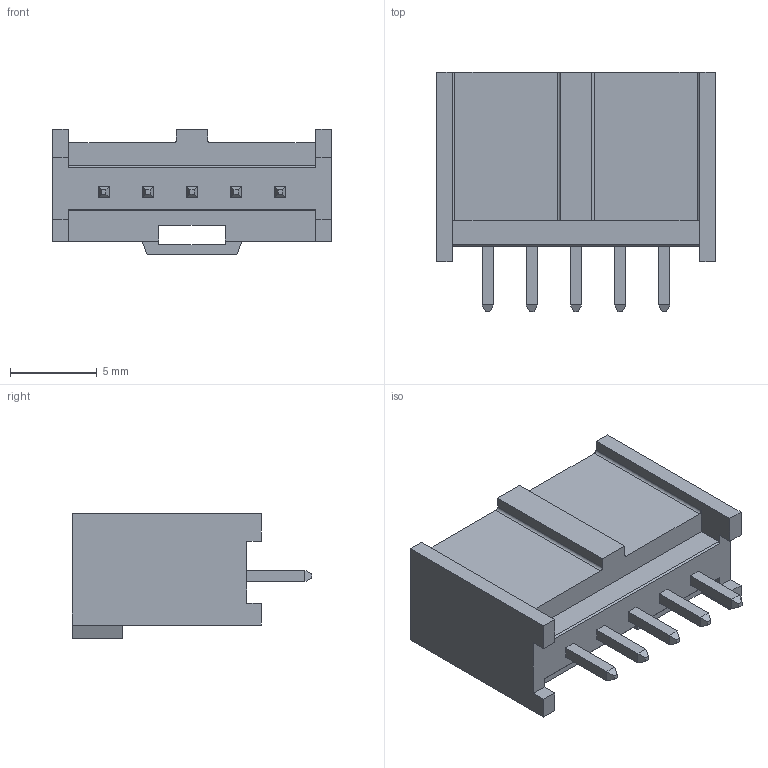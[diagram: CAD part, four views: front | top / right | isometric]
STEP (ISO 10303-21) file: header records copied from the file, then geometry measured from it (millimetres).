
FILE_DESCRIPTION((''),'2;1');
FILE_NAME('901361105','2014-05-15T',('me'),(''),'PRO/ENGINEER BY PARAMETRIC TECHNOLOGY CORPORATION, 2011490','PRO/ENGINEER BY PARAMETRIC TECHNOLOGY CORPORATION, 2011490','');
FILE_SCHEMA(('CONFIG_CONTROL_DESIGN'));
Length unit declared in the file: millimetre
Products named in the file (1): 901361105
Bounding box: 16.05 x 13.8 x 7.21 mm (x, y, z)
Volume: 469.3 mm3; surface area: 1076.5 mm2
Topology: 1 solids, 1 shells, 149 faces, 378 edges, 240 vertices
Faces by surface type: plane 145, cylinder 4
Entity records: 4388 total; most frequent: CARTESIAN_POINT 758, ORIENTED_EDGE 736, DIRECTION 696, EDGE_CURVE 368, VECTOR 360, LINE 360, VERTEX_POINT 230, AXIS2_PLACEMENT_3D 168
